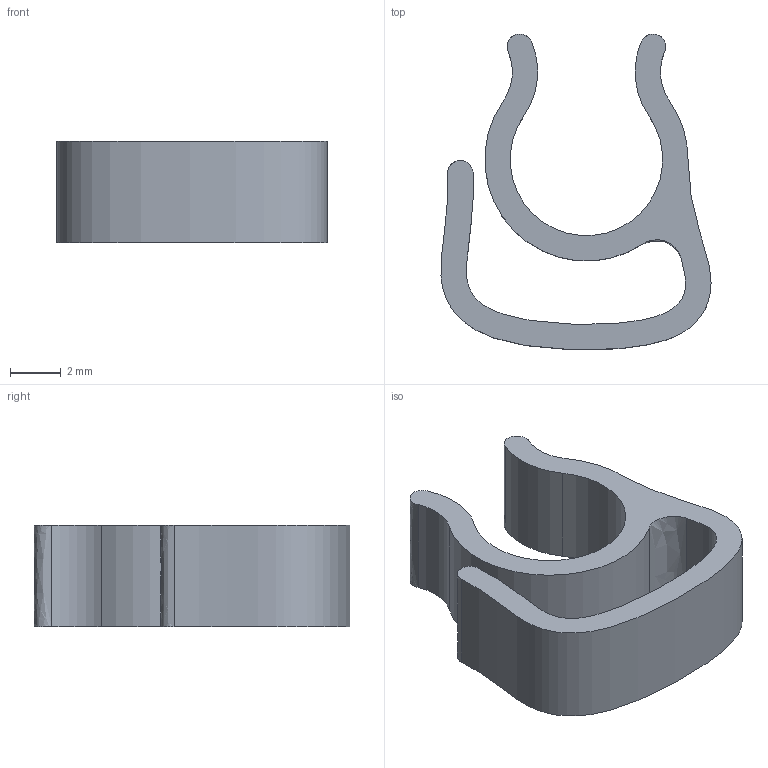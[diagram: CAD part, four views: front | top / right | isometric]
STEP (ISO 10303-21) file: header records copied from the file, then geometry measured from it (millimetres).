
FILE_DESCRIPTION(/* description */ (''),/* implementation_level */ '2;1');
FILE_NAME(/* name */ 'wire clips v2.step',/* time_stamp */ '2022-08-31T09:56:09-04:00',/* author */ (''),/* organization */ (''),/* preprocessor_version */ 'ST-DEVELOPER v19',/* originating_system */ 'Autodesk Translation Framework v11.7.0.108',/* authorisation */ '');
FILE_SCHEMA (('AUTOMOTIVE_DESIGN { 1 0 10303 214 3 1 1 }'));
Length unit declared in the file: millimetre
Products named in the file (1): wire clips
Bounding box: 10.63 x 12.43 x 4 mm (x, y, z)
Volume: 159.8 mm3; surface area: 407 mm2
Topology: 1 solids, 1 shells, 15 faces, 45 edges, 32 vertices
Faces by surface type: cylinder 7, bspline 6, plane 2
Entity records: 876 total; most frequent: CARTESIAN_POINT 481, ORIENTED_EDGE 90, DIRECTION 53, EDGE_CURVE 45, VERTEX_POINT 32, B_SPLINE_CURVE_WITH_KNOTS 24, AXIS2_PLACEMENT_3D 24, FACE_OUTER_BOUND 15
